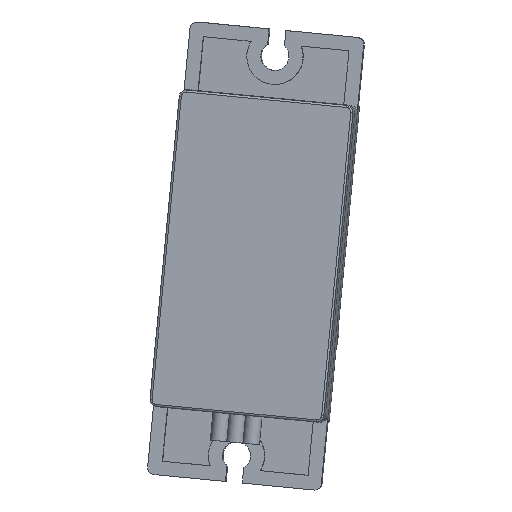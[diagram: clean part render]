
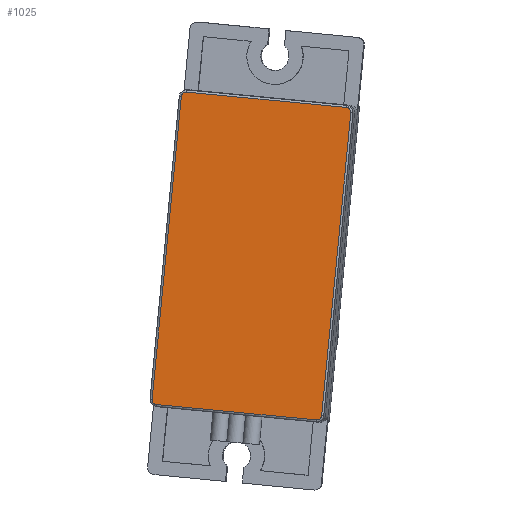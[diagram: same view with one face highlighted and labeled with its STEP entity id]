
A CAD part, left-side view. The second image highlights one B-rep face of the part: STEP entity #1025.
In plain terms, the highlighted face is planar.
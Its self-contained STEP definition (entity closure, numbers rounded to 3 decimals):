
#563=CARTESIAN_POINT('Vertex',(-11.15,0.,5.7)) ;
#570=CARTESIAN_POINT('Vertex',(-11.15,0.,-5.7)) ;
#573=CARTESIAN_POINT('Line Origine',(-11.15,0.,6.2)) ;
#938=CARTESIAN_POINT('Vertex',(-10.8,0.,-6.05)) ;
#941=CARTESIAN_POINT('Axis2P3D Location',(-10.8,0.,-5.7)) ;
#962=CARTESIAN_POINT('Vertex',(-10.8,0.,6.05)) ;
#965=CARTESIAN_POINT('Axis2P3D Location',(-10.8,0.,5.7)) ;
#977=CARTESIAN_POINT('Axis2P3D Location',(0.,0.,0.)) ;
#982=CARTESIAN_POINT('Line Origine',(0.,0.,-6.05)) ;
#986=CARTESIAN_POINT('Vertex',(10.8,0.,-6.05)) ;
#989=CARTESIAN_POINT('Axis2P3D Location',(10.8,0.,-5.7)) ;
#993=CARTESIAN_POINT('Vertex',(11.15,0.,-5.7)) ;
#996=CARTESIAN_POINT('Line Origine',(11.15,0.,0.)) ;
#1000=CARTESIAN_POINT('Vertex',(11.15,0.,5.7)) ;
#1003=CARTESIAN_POINT('Axis2P3D Location',(10.8,0.,5.7)) ;
#1007=CARTESIAN_POINT('Vertex',(10.8,0.,6.05)) ;
#1010=CARTESIAN_POINT('Line Origine',(0.,0.,6.05)) ;
#574=DIRECTION('Vector Direction',(0.,0.,-1.)) ;
#942=DIRECTION('Axis2P3D Direction',(0.,-1.,0.)) ;
#966=DIRECTION('Axis2P3D Direction',(0.,-1.,0.)) ;
#978=DIRECTION('Axis2P3D Direction',(0.,-1.,0.)) ;
#979=DIRECTION('Axis2P3D XDirection',(0.,-0.,-1.)) ;
#983=DIRECTION('Vector Direction',(1.,0.,0.)) ;
#990=DIRECTION('Axis2P3D Direction',(0.,-1.,0.)) ;
#997=DIRECTION('Vector Direction',(0.,0.,1.)) ;
#1004=DIRECTION('Axis2P3D Direction',(0.,-1.,0.)) ;
#1011=DIRECTION('Vector Direction',(-1.,0.,0.)) ;
#943=AXIS2_PLACEMENT_3D('Circle Axis2P3D',#941,#942,$) ;
#967=AXIS2_PLACEMENT_3D('Circle Axis2P3D',#965,#966,$) ;
#980=AXIS2_PLACEMENT_3D('Plane Axis2P3D',#977,#978,#979) ;
#991=AXIS2_PLACEMENT_3D('Circle Axis2P3D',#989,#990,$) ;
#1005=AXIS2_PLACEMENT_3D('Circle Axis2P3D',#1003,#1004,$) ;
#1016=ORIENTED_EDGE('',*,*,#988,.T.) ;
#1017=ORIENTED_EDGE('',*,*,#995,.T.) ;
#1018=ORIENTED_EDGE('',*,*,#1002,.T.) ;
#1019=ORIENTED_EDGE('',*,*,#1009,.T.) ;
#1020=ORIENTED_EDGE('',*,*,#1014,.T.) ;
#1021=ORIENTED_EDGE('',*,*,#969,.T.) ;
#1022=ORIENTED_EDGE('',*,*,#577,.T.) ;
#1023=ORIENTED_EDGE('',*,*,#945,.T.) ;
#575=VECTOR('Line Direction',#574,1.) ;
#984=VECTOR('Line Direction',#983,1.) ;
#998=VECTOR('Line Direction',#997,1.) ;
#1012=VECTOR('Line Direction',#1011,1.) ;
#1025=ADVANCED_FACE('Boss-Extrude11',(#1024),#981,.T.) ;
#944=CIRCLE('generated circle',#943,0.35) ;
#968=CIRCLE('generated circle',#967,0.35) ;
#992=CIRCLE('generated circle',#991,0.35) ;
#1006=CIRCLE('generated circle',#1005,0.35) ;
#577=EDGE_CURVE('',#564,#571,#576,.T.) ;
#945=EDGE_CURVE('',#571,#939,#944,.T.) ;
#969=EDGE_CURVE('',#963,#564,#968,.T.) ;
#988=EDGE_CURVE('',#939,#987,#985,.T.) ;
#995=EDGE_CURVE('',#987,#994,#992,.T.) ;
#1002=EDGE_CURVE('',#994,#1001,#999,.T.) ;
#1009=EDGE_CURVE('',#1001,#1008,#1006,.T.) ;
#1014=EDGE_CURVE('',#1008,#963,#1013,.T.) ;
#1015=EDGE_LOOP('',(#1016,#1017,#1018,#1019,#1020,#1021,#1022,#1023)) ;
#1024=FACE_OUTER_BOUND('',#1015,.T.) ;
#576=LINE('Line',#573,#575) ;
#985=LINE('Line',#982,#984) ;
#999=LINE('Line',#996,#998) ;
#1013=LINE('Line',#1010,#1012) ;
#981=PLANE('Plane',#980) ;
#564=VERTEX_POINT('',#563) ;
#571=VERTEX_POINT('',#570) ;
#939=VERTEX_POINT('',#938) ;
#963=VERTEX_POINT('',#962) ;
#987=VERTEX_POINT('',#986) ;
#994=VERTEX_POINT('',#993) ;
#1001=VERTEX_POINT('',#1000) ;
#1008=VERTEX_POINT('',#1007) ;
